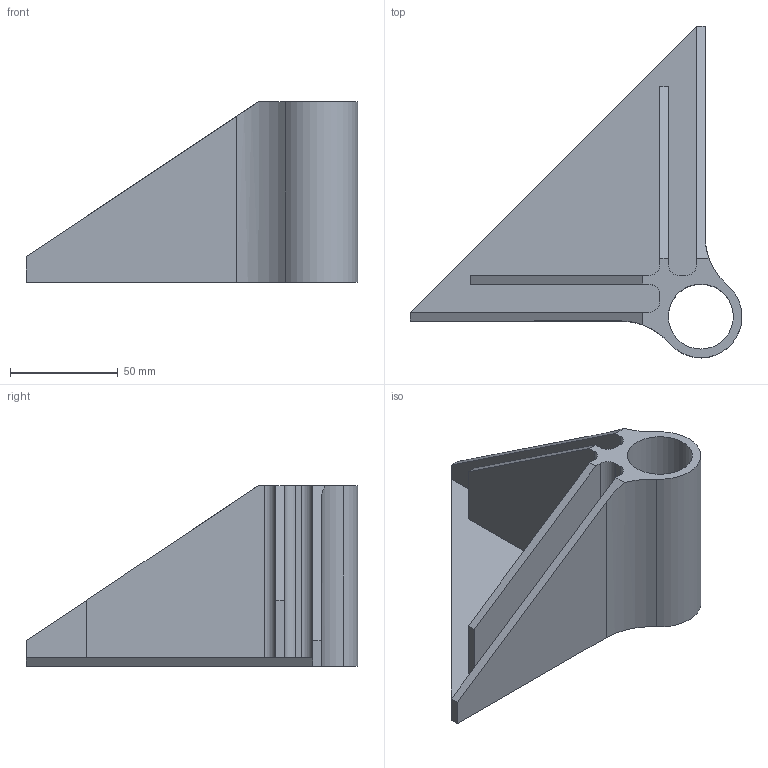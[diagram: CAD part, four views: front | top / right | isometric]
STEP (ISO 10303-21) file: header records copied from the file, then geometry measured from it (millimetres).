
FILE_DESCRIPTION(/* description */ (''),/* implementation_level */ '2;1');
FILE_NAME(/* name */ 'attache_moustiquaire_lit.step',/* time_stamp */ '2025-06-21T18:32:08+02:00',/* author */ (''),/* organization */ (''),/* preprocessor_version */ 'ST-DEVELOPER v20.1',/* originating_system */ 'Autodesk Translation Framework v14.10.0.0',/* authorisation */ '');
FILE_SCHEMA (('AUTOMOTIVE_DESIGN { 1 0 10303 214 3 1 1 }'));
Length unit declared in the file: millimetre
Products named in the file (1): attache_moustiquaire_lit
Bounding box: 154.2 x 154.2 x 84 mm (x, y, z)
Volume: 172317.2 mm3; surface area: 79409.4 mm2
Topology: 1 solids, 1 shells, 31 faces, 85 edges, 56 vertices
Faces by surface type: plane 22, cylinder 9
Full cylindrical faces by diameter (mm): 30.2 x1
Entity records: 1020 total; most frequent: CARTESIAN_POINT 173, ORIENTED_EDGE 170, DIRECTION 169, EDGE_CURVE 85, LINE 65, VECTOR 65, VERTEX_POINT 56, AXIS2_PLACEMENT_3D 52
